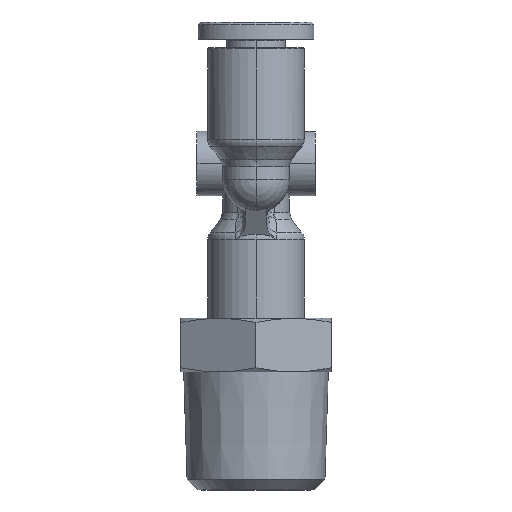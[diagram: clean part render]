
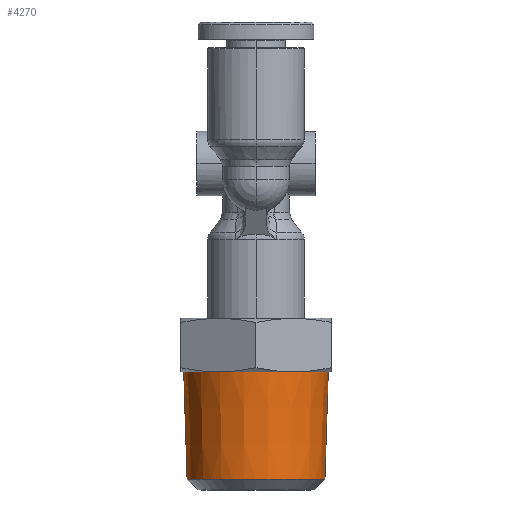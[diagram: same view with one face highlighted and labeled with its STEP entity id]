
A CAD part, left-side view. The second image highlights one B-rep face of the part: STEP entity #4270.
In plain terms, the highlighted conical face has half-angle 1.791 degrees and reference radius 6.562 mm.
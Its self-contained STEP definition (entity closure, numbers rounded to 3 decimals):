
#3351=CARTESIAN_POINT('',(-33.2,-6.422,-4.65));
#3352=VERTEX_POINT('',#3351);
#3353=CARTESIAN_POINT('',(-23.2,-6.735,-4.65));
#3354=VERTEX_POINT('',#3353);
#3355=CARTESIAN_POINT('',(-33.2,-6.422,-4.65));
#3356=DIRECTION('',(1.,-0.031,0.));
#3357=VECTOR('',#3356,10.005);
#3358=LINE('',#3355,#3357);
#3359=EDGE_CURVE('',#3352,#3354,#3358,.T.);
#3361=CARTESIAN_POINT('',(-33.2,6.422,-4.65));
#3362=VERTEX_POINT('',#3361);
#3370=CARTESIAN_POINT('',(-23.2,6.735,-4.65));
#3371=VERTEX_POINT('',#3370);
#3372=CARTESIAN_POINT('',(-23.2,6.735,-4.65));
#3373=DIRECTION('',(-1.,-0.031,0.));
#3374=VECTOR('',#3373,10.005);
#3375=LINE('',#3372,#3374);
#3376=EDGE_CURVE('',#3371,#3362,#3375,.T.);
#3416=CARTESIAN_POINT('',(-33.2,0.,-4.65));
#3417=DIRECTION('',(-1.0,0.0,0.0));
#3418=DIRECTION('',(0.0,1.0,0.0));
#3419=AXIS2_PLACEMENT_3D('',#3416,#3417,#3418);
#3420=CIRCLE('',#3419,6.422);
#3421=EDGE_CURVE('',#3352,#3362,#3420,.T.);
#4253=CARTESIAN_POINT('',(-28.7,0.,-4.65));
#4254=DIRECTION('',(1.0,0.,0.));
#4255=DIRECTION('',(0.0,-1.0,0.0));
#4256=AXIS2_PLACEMENT_3D('',#4253,#4254,#4255);
#4257=CONICAL_SURFACE('',#4256,6.563,1.791);
#4258=ORIENTED_EDGE('',*,*,#3359,.T.);
#4259=CARTESIAN_POINT('',(-23.2,0.,-4.65));
#4260=DIRECTION('',(1.0,0.0,0.0));
#4261=DIRECTION('',(0.0,-1.0,0.0));
#4262=AXIS2_PLACEMENT_3D('',#4259,#4260,#4261);
#4263=CIRCLE('',#4262,6.735);
#4264=EDGE_CURVE('',#3371,#3354,#4263,.T.);
#4265=ORIENTED_EDGE('',*,*,#4264,.F.);
#4266=ORIENTED_EDGE('',*,*,#3376,.T.);
#4267=ORIENTED_EDGE('',*,*,#3421,.F.);
#4268=EDGE_LOOP('',(#4258,#4265,#4266,#4267));
#4269=FACE_OUTER_BOUND('',#4268,.T.);
#4270=ADVANCED_FACE('',(#4269),#4257,.T.);
